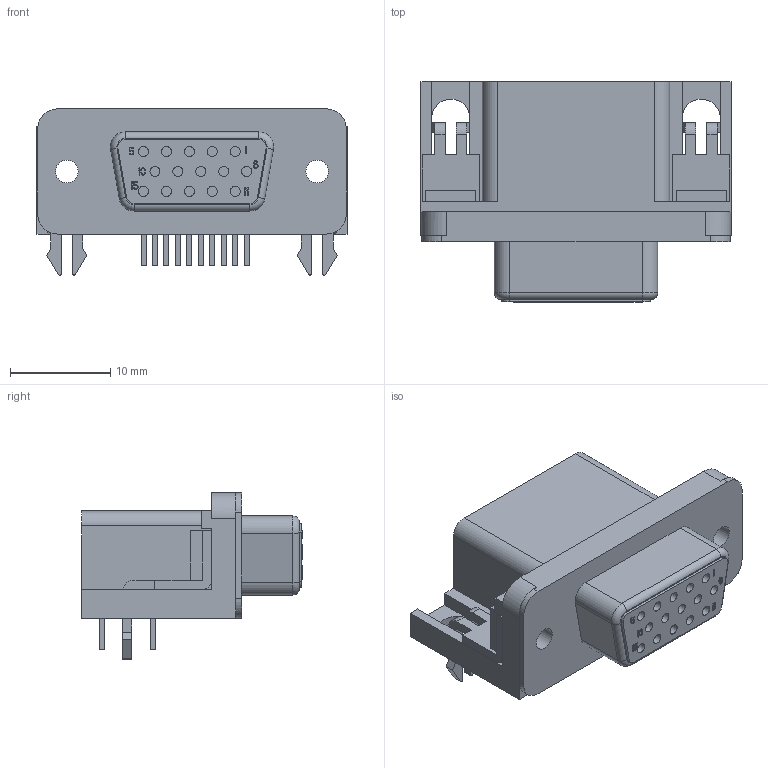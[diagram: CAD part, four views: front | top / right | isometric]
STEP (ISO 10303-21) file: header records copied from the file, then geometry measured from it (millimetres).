
FILE_DESCRIPTION( ( '' ), ' ' );
FILE_NAME( '5b6a078f64fa060efd0a6e23.step', '2018-08-07T20:56:48', ( '' ), ( '' ), ' ', ' ', ' ' );
FILE_SCHEMA( ( 'AUTOMOTIVE_DESIGN { 1 0 10303 214 1 1 1 1 }' ) );
Length unit declared in the file: metre
Products named in the file (1): Open CASCADE STEP translator 6.8 1
Bounding box: 30.95 x 22.05 x 16.6 mm (x, y, z)
Volume: 4651.4 mm3; surface area: 2940.1 mm2
Topology: 1 solids, 1 shells, 485 faces, 1326 edges, 880 vertices
Faces by surface type: plane 424, cylinder 57, torus 4
Full cylindrical faces by diameter (mm): 1 x15, 2.261 x2
Entity records: 25426 total; most frequent: CARTESIAN_POINT 2663, ORIENTED_EDGE 2606, DIRECTION 2401, STYLED_ITEM 1788, PRESENTATION_STYLE_ASSIGNMENT 1788, COLOUR_RGB 1788, EDGE_CURVE 1303, CURVE_STYLE 1303
